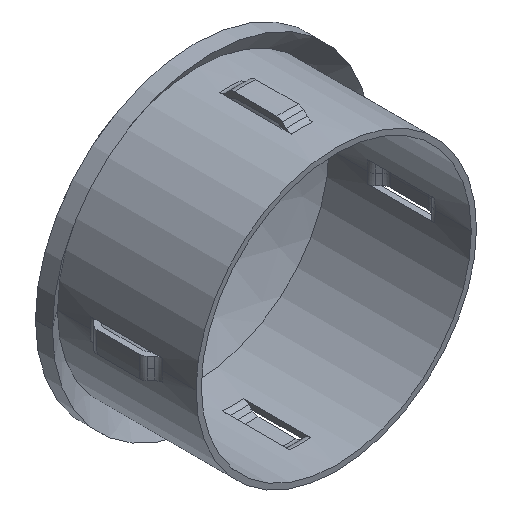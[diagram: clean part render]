
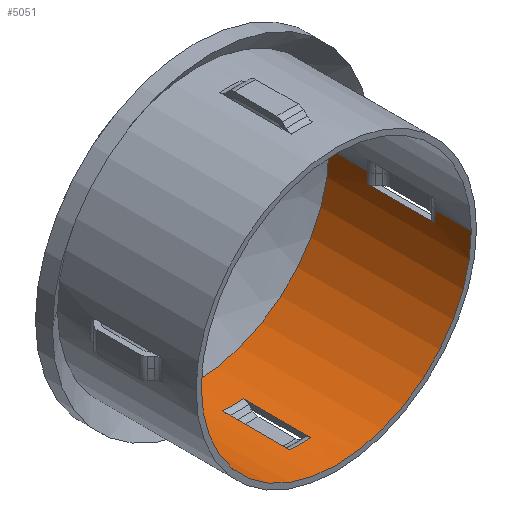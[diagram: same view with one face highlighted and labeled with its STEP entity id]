
A CAD part, isometric view. The second image highlights one B-rep face of the part: STEP entity #5051.
In plain terms, the highlighted cylindrical face has radius 25.5 mm (diameter 51 mm), a partial arc.
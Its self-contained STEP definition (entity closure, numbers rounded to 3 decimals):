
#35 = VERTEX_POINT ( 'NONE', #1163 ) ;
#49 = EDGE_CURVE ( 'NONE', #8807, #3182, #12854, .T. ) ;
#114 = VECTOR ( 'NONE', #10857, 1000. ) ;
#140 = CIRCLE ( 'NONE', #7202, 25.5 ) ;
#266 = CIRCLE ( 'NONE', #5687, 25.5 ) ;
#315 = CARTESIAN_POINT ( 'NONE',  ( -2., 19.586, -25.421 ) ) ;
#869 = CARTESIAN_POINT ( 'NONE',  ( 25.5, 19.586, 0. ) ) ;
#882 = DIRECTION ( 'NONE',  ( 1., 0., 0. ) ) ;
#905 = ORIENTED_EDGE ( 'NONE', *, *, #8965, .T. ) ;
#936 = VERTEX_POINT ( 'NONE', #8299 ) ;
#1050 = DIRECTION ( 'NONE',  ( 1., 0., 0. ) ) ;
#1087 = ORIENTED_EDGE ( 'NONE', *, *, #15838, .T. ) ;
#1163 = CARTESIAN_POINT ( 'NONE',  ( -25.5, 26.875, 0. ) ) ;
#1170 = CARTESIAN_POINT ( 'NONE',  ( -25.5, 34.3, 0. ) ) ;
#1268 = LINE ( 'NONE', #1170, #13741 ) ;
#1374 = DIRECTION ( 'NONE',  ( 0., -1., 0. ) ) ;
#1381 = DIRECTION ( 'NONE',  ( 0., -1., 0. ) ) ;
#1514 = EDGE_CURVE ( 'NONE', #13818, #15405, #10553, .T. ) ;
#1807 = VECTOR ( 'NONE', #1374, 1000. ) ;
#2054 = VERTEX_POINT ( 'NONE', #8679 ) ;
#2209 = CARTESIAN_POINT ( 'NONE',  ( 2., 6.829, -25.421 ) ) ;
#2350 = DIRECTION ( 'NONE',  ( 0., -1., 0. ) ) ;
#2462 = CARTESIAN_POINT ( 'NONE',  ( 2., 19.586, -25.421 ) ) ;
#2594 = CARTESIAN_POINT ( 'NONE',  ( 25.5, 34.3, 0. ) ) ;
#2918 = ORIENTED_EDGE ( 'NONE', *, *, #9980, .F. ) ;
#3134 = CARTESIAN_POINT ( 'NONE',  ( 25.421, 19.586, -2. ) ) ;
#3182 = VERTEX_POINT ( 'NONE', #14474 ) ;
#3217 = VERTEX_POINT ( 'NONE', #3134 ) ;
#3285 = CYLINDRICAL_SURFACE ( 'NONE', #6476, 25.5 ) ;
#3286 = CARTESIAN_POINT ( 'NONE',  ( -25.5, 19.586, 0. ) ) ;
#3843 = ORIENTED_EDGE ( 'NONE', *, *, #13262, .T. ) ;
#3871 = ORIENTED_EDGE ( 'NONE', *, *, #13216, .F. ) ;
#4462 = ORIENTED_EDGE ( 'NONE', *, *, #12312, .F. ) ;
#4463 = DIRECTION ( 'NONE',  ( 0., -1., 0. ) ) ;
#4599 = EDGE_CURVE ( 'NONE', #35, #13818, #140, .T. ) ;
#4757 = DIRECTION ( 'NONE',  ( 1., 0., 0. ) ) ;
#4833 = DIRECTION ( 'NONE',  ( 0., -1., 0. ) ) ;
#4866 = CIRCLE ( 'NONE', #10830, 25.5 ) ;
#5051 = ADVANCED_FACE ( 'NONE', ( #5280, #16355 ), #3285, .F. ) ;
#5075 = VERTEX_POINT ( 'NONE', #8389 ) ;
#5280 = FACE_BOUND ( 'NONE', #6440, .T. ) ;
#5687 = AXIS2_PLACEMENT_3D ( 'NONE', #7370, #7259, #8542 ) ;
#5712 = CARTESIAN_POINT ( 'NONE',  ( 0., 6.829, 0. ) ) ;
#5736 = ORIENTED_EDGE ( 'NONE', *, *, #6745, .F. ) ;
#6096 = CARTESIAN_POINT ( 'NONE',  ( -2., 6.829, -25.421 ) ) ;
#6113 = DIRECTION ( 'NONE',  ( 0., -1., 0. ) ) ;
#6440 = EDGE_LOOP ( 'NONE', ( #4462, #2918, #9488, #11064 ) ) ;
#6476 = AXIS2_PLACEMENT_3D ( 'NONE', #14643, #4463, #11000 ) ;
#6481 = ORIENTED_EDGE ( 'NONE', *, *, #7292, .T. ) ;
#6573 = VERTEX_POINT ( 'NONE', #8345 ) ;
#6633 = EDGE_CURVE ( 'NONE', #6953, #9401, #7004, .T. ) ;
#6700 = DIRECTION ( 'NONE',  ( 0., -1., 0. ) ) ;
#6745 = EDGE_CURVE ( 'NONE', #5075, #14044, #8627, .T. ) ;
#6838 = DIRECTION ( 'NONE',  ( 0., -1., 0. ) ) ;
#6937 = ORIENTED_EDGE ( 'NONE', *, *, #14118, .T. ) ;
#6953 = VERTEX_POINT ( 'NONE', #2462 ) ;
#7004 = LINE ( 'NONE', #15902, #12354 ) ;
#7202 = AXIS2_PLACEMENT_3D ( 'NONE', #9651, #11098, #14849 ) ;
#7205 = LINE ( 'NONE', #15613, #9981 ) ;
#7243 = VERTEX_POINT ( 'NONE', #6096 ) ;
#7259 = DIRECTION ( 'NONE',  ( 0., -1., 0. ) ) ;
#7291 = CARTESIAN_POINT ( 'NONE',  ( 0., 19.586, 0. ) ) ;
#7292 = EDGE_CURVE ( 'NONE', #3217, #15405, #9593, .T. ) ;
#7370 = CARTESIAN_POINT ( 'NONE',  ( 0., 6.829, 0. ) ) ;
#8079 = CARTESIAN_POINT ( 'NONE',  ( -25.421, 20., -2. ) ) ;
#8199 = VECTOR ( 'NONE', #6113, 1000. ) ;
#8280 = AXIS2_PLACEMENT_3D ( 'NONE', #7291, #12298, #4757 ) ;
#8299 = CARTESIAN_POINT ( 'NONE',  ( -25.421, 6.829, -2. ) ) ;
#8345 = CARTESIAN_POINT ( 'NONE',  ( -25.421, 19.586, -2. ) ) ;
#8384 = CARTESIAN_POINT ( 'NONE',  ( 25.5, 34.3, 0. ) ) ;
#8389 = CARTESIAN_POINT ( 'NONE',  ( 25.5, 6.829, 0. ) ) ;
#8413 = VECTOR ( 'NONE', #6838, 1000. ) ;
#8542 = DIRECTION ( 'NONE',  ( 1., 0., 0. ) ) ;
#8627 = LINE ( 'NONE', #8384, #8199 ) ;
#8679 = CARTESIAN_POINT ( 'NONE',  ( 25.421, 6.829, -2. ) ) ;
#8807 = VERTEX_POINT ( 'NONE', #13506 ) ;
#8844 = CIRCLE ( 'NONE', #11557, 25.5 ) ;
#8965 = EDGE_CURVE ( 'NONE', #35, #9680, #1268, .T. ) ;
#9111 = AXIS2_PLACEMENT_3D ( 'NONE', #13623, #2350, #11210 ) ;
#9251 = AXIS2_PLACEMENT_3D ( 'NONE', #11516, #1381, #10189 ) ;
#9401 = VERTEX_POINT ( 'NONE', #2209 ) ;
#9488 = ORIENTED_EDGE ( 'NONE', *, *, #10892, .T. ) ;
#9588 = VERTEX_POINT ( 'NONE', #315 ) ;
#9593 = CIRCLE ( 'NONE', #9251, 25.5 ) ;
#9651 = CARTESIAN_POINT ( 'NONE',  ( 0., 26.875, 0. ) ) ;
#9680 = VERTEX_POINT ( 'NONE', #3286 ) ;
#9693 = DIRECTION ( 'NONE',  ( 0., -1., 0. ) ) ;
#9797 = LINE ( 'NONE', #8079, #8413 ) ;
#9980 = EDGE_CURVE ( 'NONE', #9588, #7243, #7205, .T. ) ;
#9981 = VECTOR ( 'NONE', #15445, 1000. ) ;
#10130 = EDGE_CURVE ( 'NONE', #8807, #936, #266, .T. ) ;
#10165 = CIRCLE ( 'NONE', #13525, 25.5 ) ;
#10189 = DIRECTION ( 'NONE',  ( 1., 0., 0. ) ) ;
#10553 = LINE ( 'NONE', #2594, #10765 ) ;
#10697 = DIRECTION ( 'NONE',  ( 1., 0., 0. ) ) ;
#10765 = VECTOR ( 'NONE', #12587, 1000. ) ;
#10830 = AXIS2_PLACEMENT_3D ( 'NONE', #5712, #6700, #10697 ) ;
#10857 = DIRECTION ( 'NONE',  ( 0., -1., 0. ) ) ;
#10892 = EDGE_CURVE ( 'NONE', #9588, #6953, #10165, .T. ) ;
#10969 = CARTESIAN_POINT ( 'NONE',  ( 0., 19.586, 0. ) ) ;
#11000 = DIRECTION ( 'NONE',  ( 1., 0., 0. ) ) ;
#11064 = ORIENTED_EDGE ( 'NONE', *, *, #6633, .T. ) ;
#11098 = DIRECTION ( 'NONE',  ( 0., -1., 0. ) ) ;
#11206 = LINE ( 'NONE', #14890, #114 ) ;
#11210 = DIRECTION ( 'NONE',  ( 1., 0., 0. ) ) ;
#11414 = DIRECTION ( 'NONE',  ( 0., -1., 0. ) ) ;
#11516 = CARTESIAN_POINT ( 'NONE',  ( 0., 19.586, 0. ) ) ;
#11557 = AXIS2_PLACEMENT_3D ( 'NONE', #13548, #9693, #882 ) ;
#11574 = ORIENTED_EDGE ( 'NONE', *, *, #1514, .F. ) ;
#11614 = ORIENTED_EDGE ( 'NONE', *, *, #10130, .F. ) ;
#12298 = DIRECTION ( 'NONE',  ( 0., -1., 0. ) ) ;
#12312 = EDGE_CURVE ( 'NONE', #7243, #9401, #14975, .T. ) ;
#12354 = VECTOR ( 'NONE', #14585, 1000. ) ;
#12587 = DIRECTION ( 'NONE',  ( 0., -1., 0. ) ) ;
#12691 = CARTESIAN_POINT ( 'NONE',  ( -25.5, 34.3, 0. ) ) ;
#12854 = LINE ( 'NONE', #12691, #1807 ) ;
#13216 = EDGE_CURVE ( 'NONE', #3217, #2054, #11206, .T. ) ;
#13262 = EDGE_CURVE ( 'NONE', #3182, #14044, #8844, .T. ) ;
#13407 = ORIENTED_EDGE ( 'NONE', *, *, #49, .T. ) ;
#13506 = CARTESIAN_POINT ( 'NONE',  ( -25.5, 6.829, 0. ) ) ;
#13525 = AXIS2_PLACEMENT_3D ( 'NONE', #10969, #4833, #1050 ) ;
#13548 = CARTESIAN_POINT ( 'NONE',  ( 0., 0., 0. ) ) ;
#13623 = CARTESIAN_POINT ( 'NONE',  ( 0., 6.829, 0. ) ) ;
#13663 = ORIENTED_EDGE ( 'NONE', *, *, #4599, .F. ) ;
#13741 = VECTOR ( 'NONE', #11414, 1000. ) ;
#13818 = VERTEX_POINT ( 'NONE', #14322 ) ;
#14044 = VERTEX_POINT ( 'NONE', #16309 ) ;
#14118 = EDGE_CURVE ( 'NONE', #6573, #936, #9797, .T. ) ;
#14156 = CIRCLE ( 'NONE', #8280, 25.5 ) ;
#14322 = CARTESIAN_POINT ( 'NONE',  ( 25.5, 26.875, 0. ) ) ;
#14474 = CARTESIAN_POINT ( 'NONE',  ( -25.5, 0., 0. ) ) ;
#14585 = DIRECTION ( 'NONE',  ( 0., -1., 0. ) ) ;
#14643 = CARTESIAN_POINT ( 'NONE',  ( 0., 34.3, 0. ) ) ;
#14849 = DIRECTION ( 'NONE',  ( 1., 0., 0. ) ) ;
#14890 = CARTESIAN_POINT ( 'NONE',  ( 25.421, 20., -2. ) ) ;
#14975 = CIRCLE ( 'NONE', #9111, 25.5 ) ;
#15405 = VERTEX_POINT ( 'NONE', #869 ) ;
#15445 = DIRECTION ( 'NONE',  ( 0., -1., 0. ) ) ;
#15555 = EDGE_LOOP ( 'NONE', ( #13663, #905, #1087, #6937, #11614, #13407, #3843, #5736, #15741, #3871, #6481, #11574 ) ) ;
#15613 = CARTESIAN_POINT ( 'NONE',  ( -2., 20., -25.421 ) ) ;
#15741 = ORIENTED_EDGE ( 'NONE', *, *, #16036, .F. ) ;
#15838 = EDGE_CURVE ( 'NONE', #9680, #6573, #14156, .T. ) ;
#15902 = CARTESIAN_POINT ( 'NONE',  ( 2., 20., -25.421 ) ) ;
#16036 = EDGE_CURVE ( 'NONE', #2054, #5075, #4866, .T. ) ;
#16309 = CARTESIAN_POINT ( 'NONE',  ( 25.5, 0., 0. ) ) ;
#16355 = FACE_OUTER_BOUND ( 'NONE', #15555, .T. ) ;
